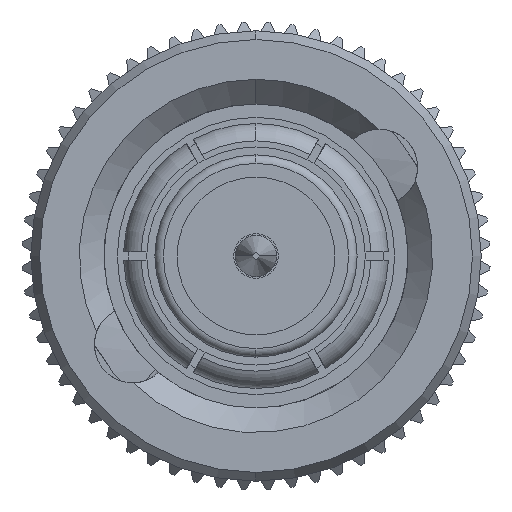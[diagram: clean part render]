
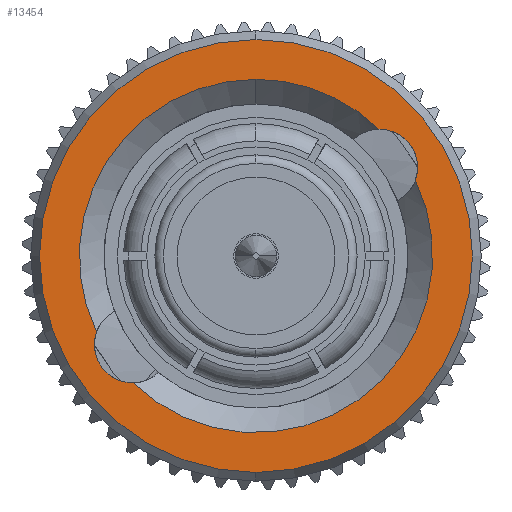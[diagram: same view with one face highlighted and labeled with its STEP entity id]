
A CAD part, left-side view. The second image highlights one B-rep face of the part: STEP entity #13454.
In plain terms, the highlighted planar face has unit normal (-1, 0, 0).
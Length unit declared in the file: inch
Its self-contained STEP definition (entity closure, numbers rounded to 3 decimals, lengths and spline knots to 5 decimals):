
#762 = DIRECTION ( 'NONE',  ( 1., 0., 0. ) ) ;
#988 = EDGE_CURVE ( 'NONE', #7406, #1804, #4281, .T. ) ;
#1066 = AXIS2_PLACEMENT_3D ( 'NONE', #9379, #5281, #10653 ) ;
#1344 = CIRCLE ( 'NONE', #1066, 0.26339 ) ;
#1582 = VERTEX_POINT ( 'NONE', #7478 ) ;
#1804 = VERTEX_POINT ( 'NONE', #14665 ) ;
#1913 = VERTEX_POINT ( 'NONE', #2234 ) ;
#2061 = CARTESIAN_POINT ( 'NONE',  ( 0., 0.15021, -0.10789 ) ) ;
#2234 = CARTESIAN_POINT ( 'NONE',  ( 0., 0., 0.26339 ) ) ;
#2374 = EDGE_CURVE ( 'NONE', #11820, #1913, #7135, .T. ) ;
#2728 = EDGE_CURVE ( 'NONE', #3845, #7600, #7029, .T. ) ;
#3134 = DIRECTION ( 'NONE',  ( 0., 0., 1. ) ) ;
#3578 = CARTESIAN_POINT ( 'NONE',  ( 0., 0., 0. ) ) ;
#3845 = VERTEX_POINT ( 'NONE', #7005 ) ;
#3973 = EDGE_LOOP ( 'NONE', ( #5742, #5795, #13216, #10065, #8791, #11250 ) ) ;
#4143 = EDGE_CURVE ( 'NONE', #7600, #1582, #8244, .T. ) ;
#4281 = CIRCLE ( 'NONE', #6742, 0.04645 ) ;
#4408 = DIRECTION ( 'NONE',  ( 0., 0., 1. ) ) ;
#5253 = VERTEX_POINT ( 'NONE', #11553 ) ;
#5281 = DIRECTION ( 'NONE',  ( 1., 0., 0. ) ) ;
#5742 = ORIENTED_EDGE ( 'NONE', *, *, #2728, .T. ) ;
#5795 = ORIENTED_EDGE ( 'NONE', *, *, #4143, .T. ) ;
#6186 = AXIS2_PLACEMENT_3D ( 'NONE', #2061, #15240, #6337 ) ;
#6337 = DIRECTION ( 'NONE',  ( 0., 0., -1. ) ) ;
#6600 = EDGE_CURVE ( 'NONE', #1804, #3845, #15402, .T. ) ;
#6742 = AXIS2_PLACEMENT_3D ( 'NONE', #7081, #762, #14867 ) ;
#7005 = CARTESIAN_POINT ( 'NONE',  ( 0., 0.19403, -0.09247 ) ) ;
#7029 = CIRCLE ( 'NONE', #7578, 0.21494 ) ;
#7081 = CARTESIAN_POINT ( 'NONE',  ( 0., 0.15021, -0.10789 ) ) ;
#7135 = CIRCLE ( 'NONE', #12001, 0.26339 ) ;
#7350 = AXIS2_PLACEMENT_3D ( 'NONE', #12392, #16123, #8590 ) ;
#7362 = DIRECTION ( 'NONE',  ( 1., 0., 0. ) ) ;
#7406 = VERTEX_POINT ( 'NONE', #8525 ) ;
#7478 = CARTESIAN_POINT ( 'NONE',  ( 0., -0.14961, 0.15433 ) ) ;
#7574 = DIRECTION ( 'NONE',  ( 1., 0., 0. ) ) ;
#7578 = AXIS2_PLACEMENT_3D ( 'NONE', #14872, #7574, #3134 ) ;
#7600 = VERTEX_POINT ( 'NONE', #10535 ) ;
#8016 = CIRCLE ( 'NONE', #11530, 0.21494 ) ;
#8244 = CIRCLE ( 'NONE', #12035, 0.21494 ) ;
#8525 = CARTESIAN_POINT ( 'NONE',  ( 0., 0.14961, -0.15433 ) ) ;
#8590 = DIRECTION ( 'NONE',  ( 0., 0., -1. ) ) ;
#8791 = ORIENTED_EDGE ( 'NONE', *, *, #988, .T. ) ;
#9027 = EDGE_CURVE ( 'NONE', #5253, #7406, #8016, .T. ) ;
#9311 = FACE_OUTER_BOUND ( 'NONE', #9670, .T. ) ;
#9379 = CARTESIAN_POINT ( 'NONE',  ( 0., 0., 0. ) ) ;
#9459 = CARTESIAN_POINT ( 'NONE',  ( 0., 0., 0. ) ) ;
#9670 = EDGE_LOOP ( 'NONE', ( #11909, #11090 ) ) ;
#10065 = ORIENTED_EDGE ( 'NONE', *, *, #9027, .T. ) ;
#10535 = CARTESIAN_POINT ( 'NONE',  ( 0., 0., 0.21494 ) ) ;
#10653 = DIRECTION ( 'NONE',  ( 0., 0., -1. ) ) ;
#10896 = CARTESIAN_POINT ( 'NONE',  ( 0., 0., 0. ) ) ;
#11090 = ORIENTED_EDGE ( 'NONE', *, *, #15650, .F. ) ;
#11091 = CARTESIAN_POINT ( 'NONE',  ( 0., 0., -0.26339 ) ) ;
#11250 = ORIENTED_EDGE ( 'NONE', *, *, #6600, .T. ) ;
#11530 = AXIS2_PLACEMENT_3D ( 'NONE', #10896, #16046, #4408 ) ;
#11553 = CARTESIAN_POINT ( 'NONE',  ( 0., -0.19403, 0.09247 ) ) ;
#11820 = VERTEX_POINT ( 'NONE', #13458 ) ;
#11909 = ORIENTED_EDGE ( 'NONE', *, *, #2374, .F. ) ;
#12001 = AXIS2_PLACEMENT_3D ( 'NONE', #3578, #7362, #13614 ) ;
#12004 = DIRECTION ( 'NONE',  ( 0., 0., 1. ) ) ;
#12035 = AXIS2_PLACEMENT_3D ( 'NONE', #9459, #13417, #12004 ) ;
#12392 = CARTESIAN_POINT ( 'NONE',  ( 0., -0.15021, 0.10789 ) ) ;
#12766 = CIRCLE ( 'NONE', #7350, 0.04645 ) ;
#13204 = PLANE ( 'NONE',  #13468 ) ;
#13216 = ORIENTED_EDGE ( 'NONE', *, *, #16252, .T. ) ;
#13417 = DIRECTION ( 'NONE',  ( 1., 0., 0. ) ) ;
#13454 = ADVANCED_FACE ( 'NONE', ( #9311, #14465 ), #13204, .F. ) ;
#13458 = CARTESIAN_POINT ( 'NONE',  ( 0., 0., -0.26339 ) ) ;
#13468 = AXIS2_PLACEMENT_3D ( 'NONE', #11091, #14878, #16076 ) ;
#13614 = DIRECTION ( 'NONE',  ( 0., 0., -1. ) ) ;
#14465 = FACE_BOUND ( 'NONE', #3973, .T. ) ;
#14665 = CARTESIAN_POINT ( 'NONE',  ( 0., 0.15021, -0.15434 ) ) ;
#14867 = DIRECTION ( 'NONE',  ( 0., 0., -1. ) ) ;
#14872 = CARTESIAN_POINT ( 'NONE',  ( 0., 0., 0. ) ) ;
#14878 = DIRECTION ( 'NONE',  ( 1., 0., 0. ) ) ;
#15240 = DIRECTION ( 'NONE',  ( 1., 0., 0. ) ) ;
#15402 = CIRCLE ( 'NONE', #6186, 0.04645 ) ;
#15650 = EDGE_CURVE ( 'NONE', #1913, #11820, #1344, .T. ) ;
#16046 = DIRECTION ( 'NONE',  ( 1., 0., 0. ) ) ;
#16076 = DIRECTION ( 'NONE',  ( 0., 0., -1. ) ) ;
#16123 = DIRECTION ( 'NONE',  ( 1., 0., 0. ) ) ;
#16252 = EDGE_CURVE ( 'NONE', #1582, #5253, #12766, .T. ) ;
